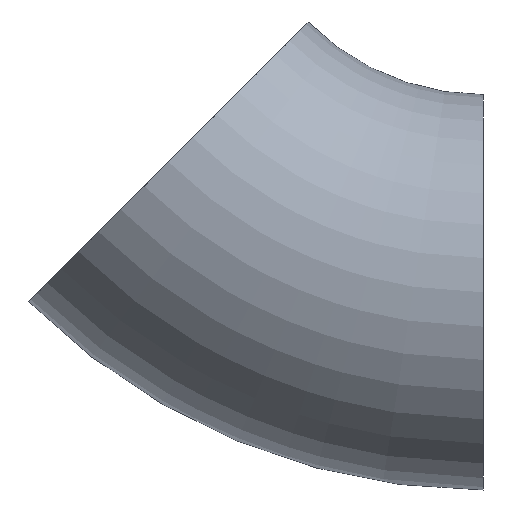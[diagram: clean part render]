
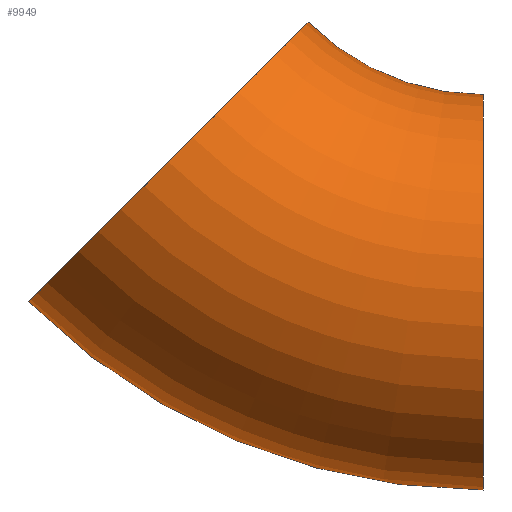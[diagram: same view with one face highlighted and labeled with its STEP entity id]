
A CAD part, left-side view. The second image highlights one B-rep face of the part: STEP entity #9949.
In plain terms, the highlighted toroidal (fillet/blend) face has major radius 38 mm and minor radius 16.85 mm.
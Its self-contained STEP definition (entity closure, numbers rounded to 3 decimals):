
#26 = FACE_OUTER_BOUND ( 'NONE', #9911, .T. ) ;
#784 = VERTEX_POINT ( 'NONE', #3593 ) ;
#1359 = AXIS2_PLACEMENT_3D ( 'NONE', #9064, #7163, #4405 ) ;
#1935 = DIRECTION ( 'NONE',  ( 0., -0.707, 0.707 ) ) ;
#2205 = TOROIDAL_SURFACE ( 'NONE', #11317, 38., 16.85 ) ;
#2364 = VERTEX_POINT ( 'NONE', #6718 ) ;
#2599 = AXIS2_PLACEMENT_3D ( 'NONE', #8263, #9997, #1935 ) ;
#3078 = EDGE_CURVE ( 'NONE', #3255, #8264, #7485, .T. ) ;
#3255 = VERTEX_POINT ( 'NONE', #9993 ) ;
#3438 = DIRECTION ( 'NONE',  ( -1., 0., 0. ) ) ;
#3593 = CARTESIAN_POINT ( 'NONE',  ( 0., 38.785, -38.785 ) ) ;
#4405 = DIRECTION ( 'NONE',  ( 0., 0., 1. ) ) ;
#4551 = AXIS2_PLACEMENT_3D ( 'NONE', #7753, #6053, #8783 ) ;
#4587 = EDGE_CURVE ( 'NONE', #784, #2364, #5930, .T. ) ;
#5018 = DIRECTION ( 'NONE',  ( -1., 0., 0. ) ) ;
#5273 = AXIS2_PLACEMENT_3D ( 'NONE', #8025, #3438, #9767 ) ;
#5724 = CIRCLE ( 'NONE', #2599, 16.85 ) ;
#5927 = ORIENTED_EDGE ( 'NONE', *, *, #4587, .T. ) ;
#5930 = CIRCLE ( 'NONE', #1359, 54.85 ) ;
#6053 = DIRECTION ( 'NONE',  ( 0., 1., 0. ) ) ;
#6124 = CARTESIAN_POINT ( 'NONE',  ( 0., 0., -21.15 ) ) ;
#6150 = CIRCLE ( 'NONE', #4551, 16.85 ) ;
#6718 = CARTESIAN_POINT ( 'NONE',  ( 0., 0., -54.85 ) ) ;
#7163 = DIRECTION ( 'NONE',  ( -1., 0., 0. ) ) ;
#7485 = CIRCLE ( 'NONE', #5273, 21.15 ) ;
#7753 = CARTESIAN_POINT ( 'NONE',  ( 0., 0., -38. ) ) ;
#7800 = ORIENTED_EDGE ( 'NONE', *, *, #10315, .T. ) ;
#8025 = CARTESIAN_POINT ( 'NONE',  ( 0., 0., 0. ) ) ;
#8263 = CARTESIAN_POINT ( 'NONE',  ( 0., 26.87, -26.87 ) ) ;
#8264 = VERTEX_POINT ( 'NONE', #6124 ) ;
#8649 = DIRECTION ( 'NONE',  ( 0., 0., 1. ) ) ;
#8783 = DIRECTION ( 'NONE',  ( 0., 0., 1. ) ) ;
#9064 = CARTESIAN_POINT ( 'NONE',  ( 0., 0., 0. ) ) ;
#9261 = ORIENTED_EDGE ( 'NONE', *, *, #3078, .F. ) ;
#9557 = CARTESIAN_POINT ( 'NONE',  ( 0., 0., 0. ) ) ;
#9767 = DIRECTION ( 'NONE',  ( 0., 0., 1. ) ) ;
#9786 = ORIENTED_EDGE ( 'NONE', *, *, #9806, .F. ) ;
#9806 = EDGE_CURVE ( 'NONE', #784, #3255, #5724, .T. ) ;
#9911 = EDGE_LOOP ( 'NONE', ( #9786, #5927, #7800, #9261 ) ) ;
#9949 = ADVANCED_FACE ( 'NONE', ( #26 ), #2205, .T. ) ;
#9993 = CARTESIAN_POINT ( 'NONE',  ( 0., 14.955, -14.955 ) ) ;
#9997 = DIRECTION ( 'NONE',  ( 0., 0.707, 0.707 ) ) ;
#10315 = EDGE_CURVE ( 'NONE', #2364, #8264, #6150, .T. ) ;
#11317 = AXIS2_PLACEMENT_3D ( 'NONE', #9557, #5018, #8649 ) ;
